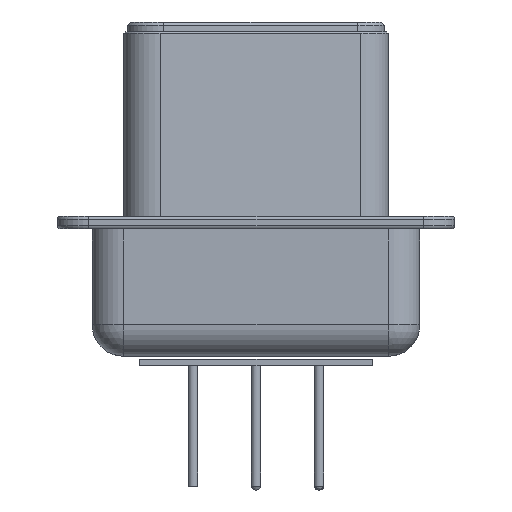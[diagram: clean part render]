
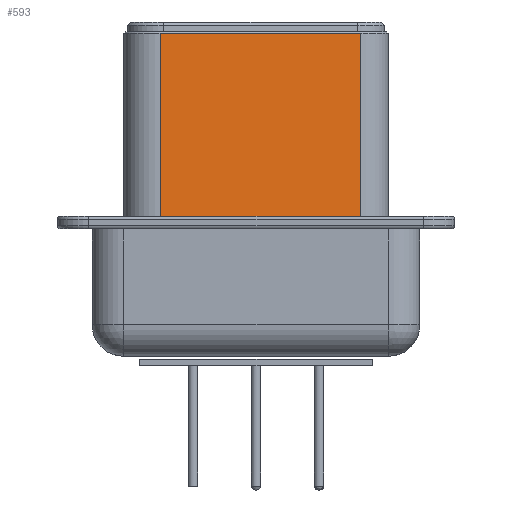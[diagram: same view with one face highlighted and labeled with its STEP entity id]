
A CAD part, left-side view. The second image highlights one B-rep face of the part: STEP entity #593.
In plain terms, the highlighted planar face has unit normal (-0.991, -0.137, 0).
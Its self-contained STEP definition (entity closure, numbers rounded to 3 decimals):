
#13=DIRECTION('',(0.,0.,1.));
#40=VERTEX_POINT('',#41);
#41=CARTESIAN_POINT('',(-34.451,1.033,10.45));
#122=DIRECTION('',(-0.991,-0.137,0.));
#126=VECTOR('',#127,1.);
#127=DIRECTION('',(0.137,-0.991,0.));
#200=VECTOR('',#13,1.);
#203=VERTEX_POINT('',#204);
#204=CARTESIAN_POINT('',(-34.451,1.033,4.7));
#209=EDGE_CURVE('',#203,#40,#210,.T.);
#210=LINE('',#204,#200);
#220=VERTEX_POINT('',#221);
#221=CARTESIAN_POINT('',(-33.582,-5.267,10.45));
#224=ORIENTED_EDGE('',*,*,#225,.F.);
#225=EDGE_CURVE('',#40,#220,#226,.T.);
#226=LINE('',#41,#126);
#548=VERTEX_POINT('',#549);
#549=CARTESIAN_POINT('',(-33.582,-5.267,4.7));
#554=EDGE_CURVE('',#548,#203,#555,.T.);
#555=LINE('',#556,#557);
#556=CARTESIAN_POINT('',(-33.463,-6.13,4.7));
#557=VECTOR('',#558,1.);
#558=DIRECTION('',(-0.137,0.991,0.));
#593=ADVANCED_FACE('',(#594),#601,.T.);
#594=FACE_BOUND('',#595,.T.);
#595=EDGE_LOOP('',(#596,#224,#599,#600));
#596=ORIENTED_EDGE('',*,*,#597,.T.);
#597=EDGE_CURVE('',#548,#220,#598,.T.);
#598=LINE('',#549,#200);
#599=ORIENTED_EDGE('',*,*,#209,.F.);
#600=ORIENTED_EDGE('',*,*,#554,.F.);
#601=PLANE('',#602);
#602=AXIS2_PLACEMENT_3D('',#556,#122,#558);
